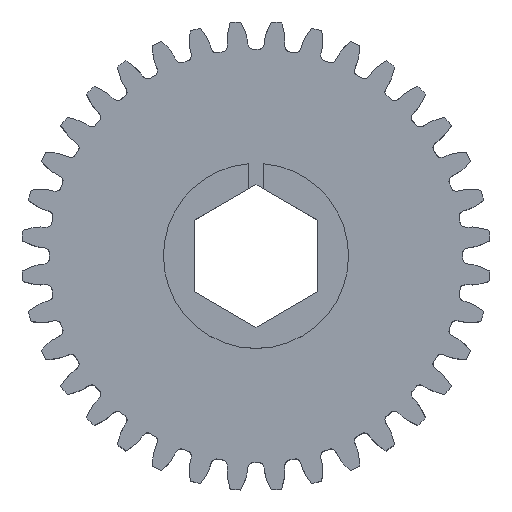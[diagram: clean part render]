
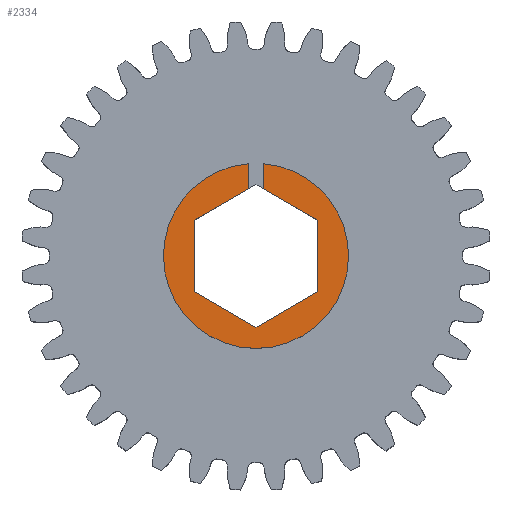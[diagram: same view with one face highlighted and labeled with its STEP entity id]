
A CAD part, top view. The second image highlights one B-rep face of the part: STEP entity #2334.
In plain terms, the highlighted planar face has unit normal (0, 0, 1).
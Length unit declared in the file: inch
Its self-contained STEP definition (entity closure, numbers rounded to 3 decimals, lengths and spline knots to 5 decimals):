
#98 = ORIENTED_EDGE ( 'NONE', *, *, #5992, .T. ) ;
#443 = EDGE_CURVE ( 'NONE', #6015, #1507, #6390, .T. ) ;
#552 = AXIS2_PLACEMENT_3D ( 'NONE', #6714, #6641, #5517 ) ;
#712 = CARTESIAN_POINT ( 'NONE',  ( 0.375, 0., 0.249 ) ) ;
#805 = CARTESIAN_POINT ( 'NONE',  ( 0.251, 0.14491, 0.249 ) ) ;
#1095 = DIRECTION ( 'NONE',  ( 1., 0., 0. ) ) ;
#1126 = CARTESIAN_POINT ( 'NONE',  ( 0., -0.28983, 0.249 ) ) ;
#1181 = LINE ( 'NONE', #8693, #6559 ) ;
#1507 = VERTEX_POINT ( 'NONE', #2132 ) ;
#1696 = VERTEX_POINT ( 'NONE', #5409 ) ;
#1798 = AXIS2_PLACEMENT_3D ( 'NONE', #3121, #4320, #3413 ) ;
#1842 = LINE ( 'NONE', #10975, #10423 ) ;
#1884 = DIRECTION ( 'NONE',  ( 0.866, -0.5, 0. ) ) ;
#1904 = DIRECTION ( 'NONE',  ( -0.866, -0.5, 0. ) ) ;
#1994 = AXIS2_PLACEMENT_3D ( 'NONE', #9777, #14328, #6245 ) ;
#2132 = CARTESIAN_POINT ( 'NONE',  ( -0.251, 0.14491, 0.249 ) ) ;
#2334 = ADVANCED_FACE ( 'NONE', ( #12020 ), #6322, .T. ) ;
#2354 = CARTESIAN_POINT ( 'NONE',  ( 0., -0.28983, 0.249 ) ) ;
#2438 = VERTEX_POINT ( 'NONE', #712 ) ;
#2458 = DIRECTION ( 'NONE',  ( 0.866, 0.5, 0. ) ) ;
#2610 = VERTEX_POINT ( 'NONE', #6555 ) ;
#2677 = LINE ( 'NONE', #11902, #14197 ) ;
#2715 = CIRCLE ( 'NONE', #4858, 0.375 ) ;
#2955 = LINE ( 'NONE', #12334, #4665 ) ;
#3121 = CARTESIAN_POINT ( 'NONE',  ( 0., 0., 0.249 ) ) ;
#3164 = EDGE_CURVE ( 'NONE', #2438, #7711, #9653, .T. ) ;
#3236 = VECTOR ( 'NONE', #2458, 39.37008 ) ;
#3413 = DIRECTION ( 'NONE',  ( 1., 0., 0. ) ) ;
#3473 = CIRCLE ( 'NONE', #1798, 0.375 ) ;
#3737 = EDGE_CURVE ( 'NONE', #12891, #9065, #7572, .T. ) ;
#4072 = CARTESIAN_POINT ( 'NONE',  ( -0.375, 0., 0.249 ) ) ;
#4320 = DIRECTION ( 'NONE',  ( 0., 0., 1. ) ) ;
#4665 = VECTOR ( 'NONE', #8962, 39.37008 ) ;
#4858 = AXIS2_PLACEMENT_3D ( 'NONE', #5516, #8964, #1095 ) ;
#4903 = CARTESIAN_POINT ( 'NONE',  ( 0.251, -0.14491, 0.249 ) ) ;
#5197 = CARTESIAN_POINT ( 'NONE',  ( -0.251, -0.14491, 0.249 ) ) ;
#5409 = CARTESIAN_POINT ( 'NONE',  ( -0.03125, 0.3737, 0.249 ) ) ;
#5462 = CARTESIAN_POINT ( 'NONE',  ( 0.03125, 0.3737, 0.249 ) ) ;
#5516 = CARTESIAN_POINT ( 'NONE',  ( 0., 0., 0.249 ) ) ;
#5517 = DIRECTION ( 'NONE',  ( 1., 0., 0. ) ) ;
#5747 = DIRECTION ( 'NONE',  ( 0., 1., 0. ) ) ;
#5809 = EDGE_CURVE ( 'NONE', #2610, #7711, #1181, .T. ) ;
#5992 = EDGE_CURVE ( 'NONE', #8431, #2438, #2715, .T. ) ;
#6015 = VERTEX_POINT ( 'NONE', #6855 ) ;
#6133 = DIRECTION ( 'NONE',  ( 0., -1., 0. ) ) ;
#6208 = EDGE_CURVE ( 'NONE', #10895, #12468, #9940, .T. ) ;
#6245 = DIRECTION ( 'NONE',  ( 1., 0., 0. ) ) ;
#6322 = PLANE ( 'NONE',  #1994 ) ;
#6390 = LINE ( 'NONE', #13278, #7228 ) ;
#6555 = CARTESIAN_POINT ( 'NONE',  ( 0.03125, 0.27179, 0.249 ) ) ;
#6559 = VECTOR ( 'NONE', #5747, 39.37008 ) ;
#6641 = DIRECTION ( 'NONE',  ( 0., 0., 1. ) ) ;
#6714 = CARTESIAN_POINT ( 'NONE',  ( 0., 0., 0.249 ) ) ;
#6855 = CARTESIAN_POINT ( 'NONE',  ( -0.03125, 0.27179, 0.249 ) ) ;
#7228 = VECTOR ( 'NONE', #1904, 39.37008 ) ;
#7572 = LINE ( 'NONE', #12147, #13230 ) ;
#7711 = VERTEX_POINT ( 'NONE', #5462 ) ;
#8138 = EDGE_CURVE ( 'NONE', #1696, #6015, #2677, .T. ) ;
#8431 = VERTEX_POINT ( 'NONE', #4072 ) ;
#8693 = CARTESIAN_POINT ( 'NONE',  ( 0.03125, 0.17008, 0.249 ) ) ;
#8813 = CARTESIAN_POINT ( 'NONE',  ( 0.251, -0.14491, 0.249 ) ) ;
#8962 = DIRECTION ( 'NONE',  ( 0., -1., 0. ) ) ;
#8964 = DIRECTION ( 'NONE',  ( 0., 0., 1. ) ) ;
#9065 = VERTEX_POINT ( 'NONE', #2354 ) ;
#9653 = CIRCLE ( 'NONE', #552, 0.375 ) ;
#9777 = CARTESIAN_POINT ( 'NONE',  ( 0., 0., 0.249 ) ) ;
#9940 = LINE ( 'NONE', #8813, #11562 ) ;
#10175 = EDGE_CURVE ( 'NONE', #9065, #10895, #13762, .T. ) ;
#10196 = ORIENTED_EDGE ( 'NONE', *, *, #443, .F. ) ;
#10423 = VECTOR ( 'NONE', #11049, 39.37008 ) ;
#10779 = ORIENTED_EDGE ( 'NONE', *, *, #14195, .F. ) ;
#10895 = VERTEX_POINT ( 'NONE', #4903 ) ;
#10975 = CARTESIAN_POINT ( 'NONE',  ( 0.251, 0.14491, 0.249 ) ) ;
#11049 = DIRECTION ( 'NONE',  ( -0.866, 0.5, 0. ) ) ;
#11434 = ORIENTED_EDGE ( 'NONE', *, *, #8138, .F. ) ;
#11559 = ORIENTED_EDGE ( 'NONE', *, *, #5809, .F. ) ;
#11562 = VECTOR ( 'NONE', #14493, 39.37008 ) ;
#11902 = CARTESIAN_POINT ( 'NONE',  ( -0.03125, 0.17008, 0.249 ) ) ;
#12020 = FACE_OUTER_BOUND ( 'NONE', #13145, .T. ) ;
#12147 = CARTESIAN_POINT ( 'NONE',  ( -0.251, -0.14491, 0.249 ) ) ;
#12334 = CARTESIAN_POINT ( 'NONE',  ( -0.251, 0.14491, 0.249 ) ) ;
#12400 = ORIENTED_EDGE ( 'NONE', *, *, #10175, .F. ) ;
#12468 = VERTEX_POINT ( 'NONE', #805 ) ;
#12576 = EDGE_CURVE ( 'NONE', #1696, #8431, #3473, .T. ) ;
#12891 = VERTEX_POINT ( 'NONE', #5197 ) ;
#13016 = ORIENTED_EDGE ( 'NONE', *, *, #6208, .F. ) ;
#13145 = EDGE_LOOP ( 'NONE', ( #11559, #10779, #13016, #12400, #14057, #13449, #10196, #11434, #13684, #98, #14346 ) ) ;
#13230 = VECTOR ( 'NONE', #1884, 39.37008 ) ;
#13278 = CARTESIAN_POINT ( 'NONE',  ( 0., 0.28983, 0.249 ) ) ;
#13449 = ORIENTED_EDGE ( 'NONE', *, *, #14500, .F. ) ;
#13684 = ORIENTED_EDGE ( 'NONE', *, *, #12576, .T. ) ;
#13762 = LINE ( 'NONE', #1126, #3236 ) ;
#14057 = ORIENTED_EDGE ( 'NONE', *, *, #3737, .F. ) ;
#14195 = EDGE_CURVE ( 'NONE', #12468, #2610, #1842, .T. ) ;
#14197 = VECTOR ( 'NONE', #6133, 39.37008 ) ;
#14328 = DIRECTION ( 'NONE',  ( 0., 0., 1. ) ) ;
#14346 = ORIENTED_EDGE ( 'NONE', *, *, #3164, .T. ) ;
#14493 = DIRECTION ( 'NONE',  ( 0., 1., 0. ) ) ;
#14500 = EDGE_CURVE ( 'NONE', #1507, #12891, #2955, .T. ) ;
